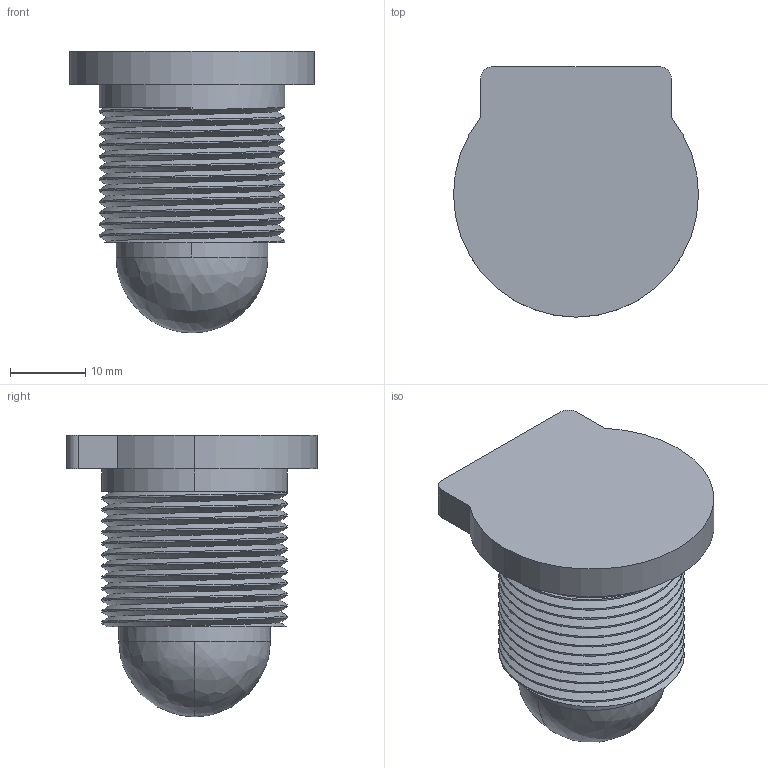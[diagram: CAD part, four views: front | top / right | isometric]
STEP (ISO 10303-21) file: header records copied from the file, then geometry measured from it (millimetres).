
FILE_DESCRIPTION (( 'STEP AP203' ), '1' );
FILE_NAME ('140132-BS.STEP', '2021-05-19T12:41:06', ( '' ), ( '' ), 'SwSTEP 2.0', 'SolidWorks 2021', '' );
FILE_SCHEMA (( 'CONFIG_CONTROL_DESIGN' ));
Length unit declared in the file: inch
Products named in the file (1): 140132-BS
Bounding box: 32.6 x 33.3 x 37.5 mm (x, y, z)
Volume: 15123.7 mm3; surface area: 7255.7 mm2
Topology: 2 solids, 2 shells, 69 faces, 177 edges, 115 vertices
Faces by surface type: cylinder 45, plane 20, bspline 4
Entity records: 3217 total; most frequent: CARTESIAN_POINT 1602, ORIENTED_EDGE 346, DIRECTION 302, EDGE_CURVE 173, AXIS2_PLACEMENT_3D 117, VERTEX_POINT 115, EDGE_LOOP 76, FACE_OUTER_BOUND 69
